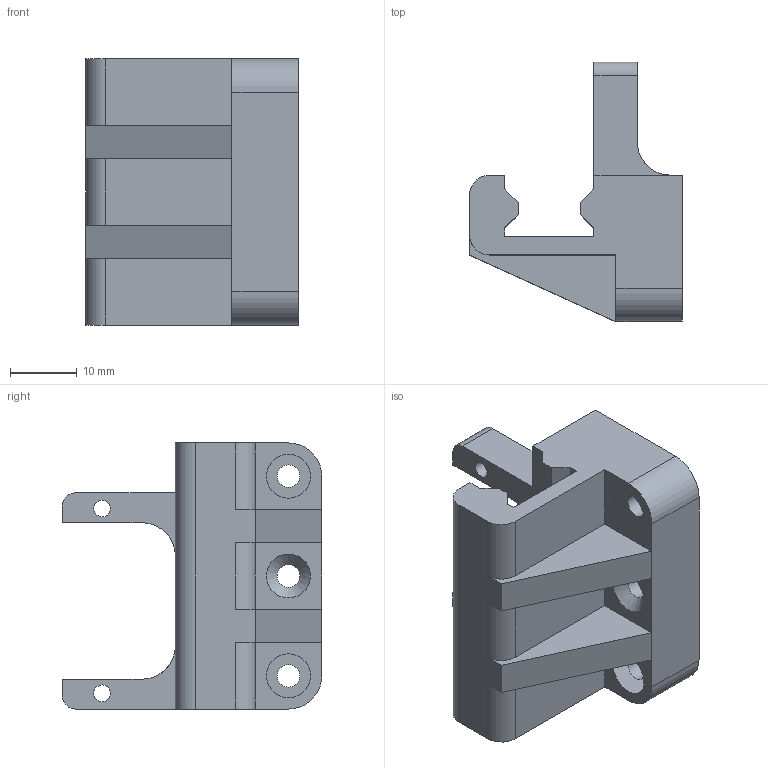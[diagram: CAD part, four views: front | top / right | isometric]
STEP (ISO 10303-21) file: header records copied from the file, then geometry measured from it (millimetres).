
FILE_DESCRIPTION(/* description */ (''),/* implementation_level */ '2;1');
FILE_NAME(/* name */ 'Основание_М.stp',/* time_stamp */ '2024-01-23T21:43:58+03:00',/* author */ ('К'),/* organization */ (''),/* preprocessor_version */ 'ST-DEVELOPER v18.1',/* originating_system */ 'Autodesk Inventor 2022',/* authorisation */ '');
FILE_SCHEMA (('AUTOMOTIVE_DESIGN { 1 0 10303 214 3 1 1 }'));
Length unit declared in the file: millimetre
Products named in the file (1): Основание_М
Bounding box: 32 x 39 x 40 mm (x, y, z)
Volume: 16634.5 mm3; surface area: 7188.8 mm2
Topology: 1 solids, 1 shells, 59 faces, 160 edges, 103 vertices
Faces by surface type: plane 37, cylinder 17, cone 5
Full cylindrical faces by diameter (mm): 2.5 x2, 3.4 x3
Entity records: 1904 total; most frequent: CARTESIAN_POINT 323, ORIENTED_EDGE 320, DIRECTION 317, EDGE_CURVE 160, LINE 123, VECTOR 123, VERTEX_POINT 103, AXIS2_PLACEMENT_3D 97
